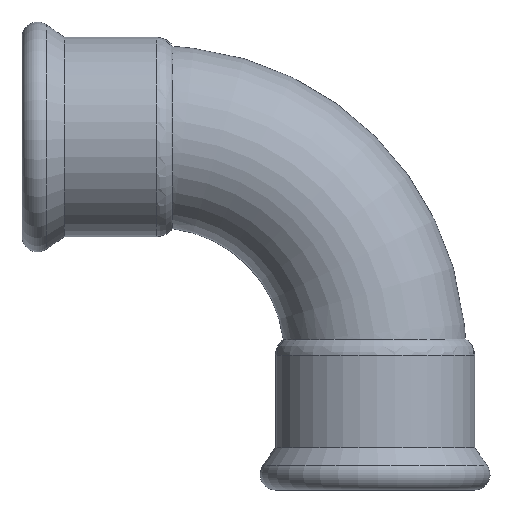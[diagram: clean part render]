
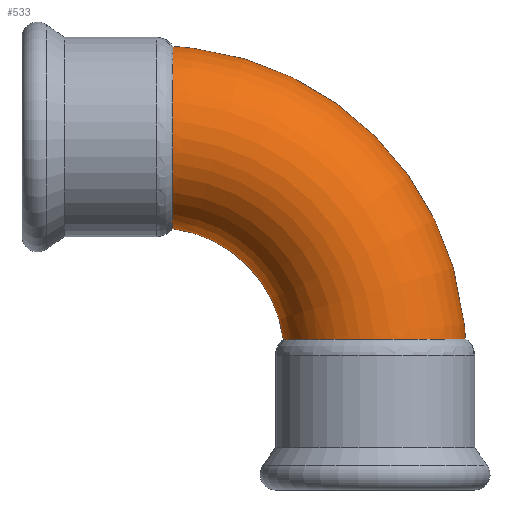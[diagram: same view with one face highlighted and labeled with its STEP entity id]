
A CAD part, front view. The second image highlights one B-rep face of the part: STEP entity #533.
In plain terms, the highlighted toroidal (fillet/blend) face has major radius 42 mm and minor radius 17.5 mm.
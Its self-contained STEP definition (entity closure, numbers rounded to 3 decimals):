
#36=B_SPLINE_CURVE_WITH_KNOTS('',3,(#785,#786,#787,#788,#789,#790,#791,
#792,#793,#794,#795,#796,#797,#798,#799,#800),.UNSPECIFIED.,.F.,.F.,(4,
2,2,2,2,2,2,4),(0.875,1.461,2.144,2.827,
3.51,4.194,4.879,5.508),
 .UNSPECIFIED.);
#37=B_SPLINE_CURVE_WITH_KNOTS('',3,(#802,#803,#804,#805,#806,#807,#808,
#809,#810,#811,#812,#813),.UNSPECIFIED.,.F.,.F.,(4,2,2,2,2,4),(-5.536,
-5.479,-4.792,-4.107,-3.426,
-2.773),.UNSPECIFIED.);
#38=B_SPLINE_CURVE_WITH_KNOTS('',3,(#814,#815,#816,#817,#818,#819,#820,
#821,#822,#823,#824,#825,#826,#827,#828,#829,#830,#831,#832),
 .UNSPECIFIED.,.F.,.F.,(4,2,2,2,2,3,2,2,4),(-2.773,-2.747,
-2.064,-1.376,-0.688,0.,0.388,
0.776,0.875),.UNSPECIFIED.);
#39=B_SPLINE_CURVE_WITH_KNOTS('',3,(#877,#878,#879,#880,#881,#882,#883,
#884,#885,#886,#887,#888,#889,#890,#891,#892),.UNSPECIFIED.,.F.,.F.,(4,
2,2,2,2,2,2,4),(5.008,5.567,6.251,6.933,
7.616,8.3,8.985,9.641),
 .UNSPECIFIED.);
#40=B_SPLINE_CURVE_WITH_KNOTS('',3,(#894,#895,#896,#897,#898,#899,#900,
#901,#902,#903,#904,#905,#906,#907,#908),.UNSPECIFIED.,.F.,.F.,(4,2,2,3,
2,2,4),(-1.402,-1.372,-0.685,0.,0.385,
0.771,1.359),.UNSPECIFIED.);
#41=B_SPLINE_CURVE_WITH_KNOTS('',3,(#909,#910,#911,#912,#913,#914,#915,
#916,#917,#918,#919,#920,#921,#922,#923,#924),.UNSPECIFIED.,.F.,.F.,(4,
2,2,2,2,2,2,4),(1.359,1.45,2.134,2.822,
3.51,4.198,4.883,5.008),
 .UNSPECIFIED.);
#71=TOROIDAL_SURFACE('',#609,42.,17.5);
#92=FACE_OUTER_BOUND('',#128,.T.);
#128=EDGE_LOOP('',(#382,#383,#384,#385,#386,#387,#388,#389));
#189=CIRCLE('',#610,24.5);
#206=VERTEX_POINT('',#782);
#207=VERTEX_POINT('',#784);
#208=VERTEX_POINT('',#801);
#220=VERTEX_POINT('',#874);
#221=VERTEX_POINT('',#876);
#222=VERTEX_POINT('',#893);
#254=EDGE_CURVE('',#207,#206,#36,.F.);
#255=EDGE_CURVE('',#208,#207,#37,.F.);
#256=EDGE_CURVE('',#206,#208,#38,.F.);
#277=EDGE_CURVE('',#221,#220,#39,.F.);
#278=EDGE_CURVE('',#222,#221,#40,.F.);
#279=EDGE_CURVE('',#220,#222,#41,.F.);
#282=EDGE_CURVE('',#222,#208,#189,.T.);
#382=ORIENTED_EDGE('',*,*,#277,.T.);
#383=ORIENTED_EDGE('',*,*,#279,.T.);
#384=ORIENTED_EDGE('',*,*,#282,.T.);
#385=ORIENTED_EDGE('',*,*,#255,.T.);
#386=ORIENTED_EDGE('',*,*,#254,.T.);
#387=ORIENTED_EDGE('',*,*,#256,.T.);
#388=ORIENTED_EDGE('',*,*,#282,.F.);
#389=ORIENTED_EDGE('',*,*,#278,.T.);
#533=ADVANCED_FACE('',(#92),#71,.T.);
#609=AXIS2_PLACEMENT_3D('',#929,#713,#714);
#610=AXIS2_PLACEMENT_3D('',#930,#715,#716);
#713=DIRECTION('center_axis',(0.,-1.,0.));
#714=DIRECTION('ref_axis',(1.,0.,0.));
#715=DIRECTION('center_axis',(0.,1.,0.));
#716=DIRECTION('ref_axis',(1.,0.,0.));
#782=CARTESIAN_POINT('',(8.369,15.319,-38.943));
#784=CARTESIAN_POINT('',(-0.109,-17.5,-38.97));
#785=CARTESIAN_POINT('Ctrl Pts',(8.369,15.319,-38.943));
#786=CARTESIAN_POINT('Ctrl Pts',(10.075,14.378,-38.939));
#787=CARTESIAN_POINT('Ctrl Pts',(11.614,13.158,-38.935));
#788=CARTESIAN_POINT('Ctrl Pts',(14.447,10.015,-38.929));
#789=CARTESIAN_POINT('Ctrl Pts',(15.627,8.042,-38.926));
#790=CARTESIAN_POINT('Ctrl Pts',(17.163,3.756,-38.923));
#791=CARTESIAN_POINT('Ctrl Pts',(17.505,1.484,-38.923));
#792=CARTESIAN_POINT('Ctrl Pts',(17.3,-3.064,-38.923));
#793=CARTESIAN_POINT('Ctrl Pts',(16.753,-5.297,-38.924));
#794=CARTESIAN_POINT('Ctrl Pts',(14.835,-9.429,-38.928));
#795=CARTESIAN_POINT('Ctrl Pts',(13.48,-11.288,-38.931));
#796=CARTESIAN_POINT('Ctrl Pts',(10.131,-14.387,-38.939));
#797=CARTESIAN_POINT('Ctrl Pts',(8.168,-15.595,-38.944));
#798=CARTESIAN_POINT('Ctrl Pts',(4.064,-17.126,-38.956));
#799=CARTESIAN_POINT('Ctrl Pts',(1.985,-17.5,-38.962));
#800=CARTESIAN_POINT('Ctrl Pts',(-0.109,-17.5,-38.97));
#801=CARTESIAN_POINT('',(-17.674,0.,-39.084));
#802=CARTESIAN_POINT('Ctrl Pts',(-0.109,-17.5,-38.97));
#803=CARTESIAN_POINT('Ctrl Pts',(-0.299,-17.5,-38.971));
#804=CARTESIAN_POINT('Ctrl Pts',(-0.49,-17.497,-38.972));
#805=CARTESIAN_POINT('Ctrl Pts',(-2.968,-17.416,-38.982));
#806=CARTESIAN_POINT('Ctrl Pts',(-5.22,-16.896,-38.992));
#807=CARTESIAN_POINT('Ctrl Pts',(-9.391,-15.026,-39.015));
#808=CARTESIAN_POINT('Ctrl Pts',(-11.273,-13.695,-39.027));
#809=CARTESIAN_POINT('Ctrl Pts',(-14.412,-10.4,-39.052));
#810=CARTESIAN_POINT('Ctrl Pts',(-15.645,-8.468,-39.063));
#811=CARTESIAN_POINT('Ctrl Pts',(-17.267,-4.33,-39.079));
#812=CARTESIAN_POINT('Ctrl Pts',(-17.674,-2.174,-39.084));
#813=CARTESIAN_POINT('Ctrl Pts',(-17.674,0.,
-39.084));
#814=CARTESIAN_POINT('Ctrl Pts',(-17.674,0.,
-39.084));
#815=CARTESIAN_POINT('Ctrl Pts',(-17.674,0.089,-39.084));
#816=CARTESIAN_POINT('Ctrl Pts',(-17.674,0.177,-39.084));
#817=CARTESIAN_POINT('Ctrl Pts',(-17.637,2.542,-39.083));
#818=CARTESIAN_POINT('Ctrl Pts',(-17.156,4.789,-39.078));
#819=CARTESIAN_POINT('Ctrl Pts',(-15.352,8.986,-39.06));
#820=CARTESIAN_POINT('Ctrl Pts',(-14.041,10.893,-39.048));
#821=CARTESIAN_POINT('Ctrl Pts',(-10.76,14.097,-39.024));
#822=CARTESIAN_POINT('Ctrl Pts',(-8.819,15.364,-39.011));
#823=CARTESIAN_POINT('Ctrl Pts',(-4.565,17.08,-38.989));
#824=CARTESIAN_POINT('Ctrl Pts',(-2.292,17.514,-38.979));
#825=CARTESIAN_POINT('Ctrl Pts',(0.,17.5,-38.97));
#826=CARTESIAN_POINT('Ctrl Pts',(1.295,17.492,-38.965));
#827=CARTESIAN_POINT('Ctrl Pts',(2.585,17.341,-38.961));
#828=CARTESIAN_POINT('Ctrl Pts',(5.106,16.758,-38.953));
#829=CARTESIAN_POINT('Ctrl Pts',(6.331,16.328,-38.949));
#830=CARTESIAN_POINT('Ctrl Pts',(7.792,15.626,-38.945));
#831=CARTESIAN_POINT('Ctrl Pts',(8.082,15.476,-38.944));
#832=CARTESIAN_POINT('Ctrl Pts',(8.369,15.319,-38.943));
#874=CARTESIAN_POINT('',(-38.943,-15.319,8.369));
#876=CARTESIAN_POINT('',(-38.97,17.5,-0.109));
#877=CARTESIAN_POINT('Ctrl Pts',(-38.943,-15.319,8.369));
#878=CARTESIAN_POINT('Ctrl Pts',(-38.939,-14.421,9.996));
#879=CARTESIAN_POINT('Ctrl Pts',(-38.936,-13.269,11.473));
#880=CARTESIAN_POINT('Ctrl Pts',(-38.929,-10.235,14.293));
#881=CARTESIAN_POINT('Ctrl Pts',(-38.927,-8.28,15.502));
#882=CARTESIAN_POINT('Ctrl Pts',(-38.924,-4.017,17.104));
#883=CARTESIAN_POINT('Ctrl Pts',(-38.923,-1.751,17.481));
#884=CARTESIAN_POINT('Ctrl Pts',(-38.923,2.8,17.344));
#885=CARTESIAN_POINT('Ctrl Pts',(-38.924,5.04,16.832));
#886=CARTESIAN_POINT('Ctrl Pts',(-38.928,9.201,14.977));
#887=CARTESIAN_POINT('Ctrl Pts',(-38.931,11.081,13.65));
#888=CARTESIAN_POINT('Ctrl Pts',(-38.938,14.23,10.349));
#889=CARTESIAN_POINT('Ctrl Pts',(-38.943,15.467,8.405));
#890=CARTESIAN_POINT('Ctrl Pts',(-38.955,17.093,4.242));
#891=CARTESIAN_POINT('Ctrl Pts',(-38.962,17.5,2.075));
#892=CARTESIAN_POINT('Ctrl Pts',(-38.97,17.5,-0.109));
#893=CARTESIAN_POINT('',(-39.084,0.,-17.674));
#894=CARTESIAN_POINT('Ctrl Pts',(-38.97,17.5,-0.109));
#895=CARTESIAN_POINT('Ctrl Pts',(-38.971,17.5,-0.21));
#896=CARTESIAN_POINT('Ctrl Pts',(-38.971,17.499,-0.312));
#897=CARTESIAN_POINT('Ctrl Pts',(-38.98,17.458,-2.702));
#898=CARTESIAN_POINT('Ctrl Pts',(-38.991,16.972,-4.961));
#899=CARTESIAN_POINT('Ctrl Pts',(-39.013,15.165,-9.161));
#900=CARTESIAN_POINT('Ctrl Pts',(-39.026,13.863,-11.063));
#901=CARTESIAN_POINT('Ctrl Pts',(-39.038,12.234,-12.662));
#902=CARTESIAN_POINT('Ctrl Pts',(-39.045,11.318,-13.562));
#903=CARTESIAN_POINT('Ctrl Pts',(-39.052,10.306,-14.358));
#904=CARTESIAN_POINT('Ctrl Pts',(-39.064,8.125,-15.716));
#905=CARTESIAN_POINT('Ctrl Pts',(-39.069,6.962,-16.273));
#906=CARTESIAN_POINT('Ctrl Pts',(-39.08,3.898,-17.345));
#907=CARTESIAN_POINT('Ctrl Pts',(-39.084,1.955,-17.674));
#908=CARTESIAN_POINT('Ctrl Pts',(-39.084,0.,
-17.674));
#909=CARTESIAN_POINT('Ctrl Pts',(-39.084,0.,
-17.674));
#910=CARTESIAN_POINT('Ctrl Pts',(-39.084,-0.305,-17.674));
#911=CARTESIAN_POINT('Ctrl Pts',(-39.084,-0.61,-17.666));
#912=CARTESIAN_POINT('Ctrl Pts',(-39.082,-3.19,-17.53));
#913=CARTESIAN_POINT('Ctrl Pts',(-39.076,-5.419,-16.965));
#914=CARTESIAN_POINT('Ctrl Pts',(-39.057,-9.548,-15.003));
#915=CARTESIAN_POINT('Ctrl Pts',(-39.045,-11.405,-13.622));
#916=CARTESIAN_POINT('Ctrl Pts',(-39.02,-14.485,-10.223));
#917=CARTESIAN_POINT('Ctrl Pts',(-39.008,-15.678,-8.236));
#918=CARTESIAN_POINT('Ctrl Pts',(-38.986,-17.234,-3.921));
#919=CARTESIAN_POINT('Ctrl Pts',(-38.976,-17.583,-1.634));
#920=CARTESIAN_POINT('Ctrl Pts',(-38.959,-17.384,2.938));
#921=CARTESIAN_POINT('Ctrl Pts',(-38.952,-16.84,5.181));
#922=CARTESIAN_POINT('Ctrl Pts',(-38.945,-15.707,7.634));
#923=CARTESIAN_POINT('Ctrl Pts',(-38.944,-15.519,8.005));
#924=CARTESIAN_POINT('Ctrl Pts',(-38.943,-15.319,8.369));
#929=CARTESIAN_POINT('Origin',(-42.,0.,-42.));
#930=CARTESIAN_POINT('Origin',(-42.,0.,-42.));
